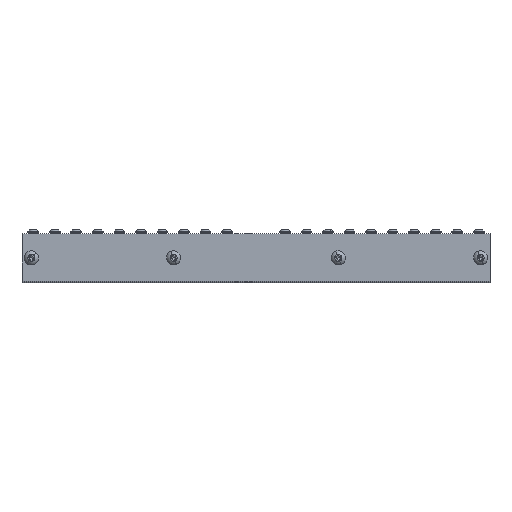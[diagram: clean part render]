
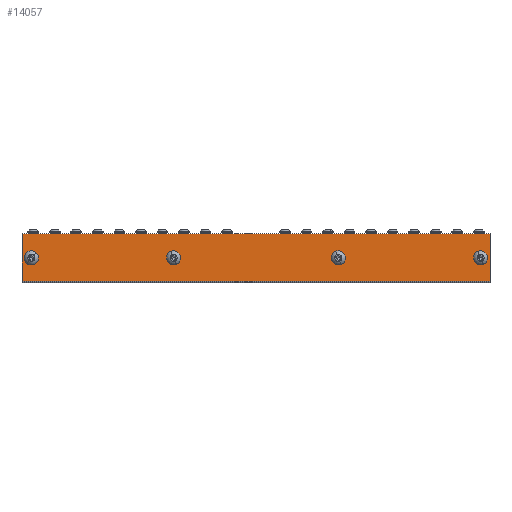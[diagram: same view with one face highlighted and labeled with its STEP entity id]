
A CAD part, top view. The second image highlights one B-rep face of the part: STEP entity #14057.
In plain terms, the highlighted planar face has unit normal (0, 0, 1).
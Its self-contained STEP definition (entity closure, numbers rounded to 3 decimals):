
#491 = DIRECTION ( 'NONE',  ( 0., 0., -1. ) ) ;
#1369 = DIRECTION ( 'NONE',  ( -1., 0., 0. ) ) ;
#1550 = CARTESIAN_POINT ( 'NONE',  ( -120., 0., 46.05 ) ) ;
#1590 = EDGE_CURVE ( 'NONE', #6629, #36390, #6163, .T. ) ;
#1824 = CARTESIAN_POINT ( 'NONE',  ( -125., -12.5, 46.05 ) ) ;
#1972 = CARTESIAN_POINT ( 'NONE',  ( 120., 0., 46.05 ) ) ;
#2093 = EDGE_CURVE ( 'NONE', #9808, #3235, #26486, .T. ) ;
#2152 = DIRECTION ( 'NONE',  ( -1., 0., 0. ) ) ;
#2169 = DIRECTION ( 'NONE',  ( 0., 0., -1. ) ) ;
#2171 = ORIENTED_EDGE ( 'NONE', *, *, #3351, .T. ) ;
#2608 = EDGE_CURVE ( 'NONE', #3235, #9808, #25616, .T. ) ;
#2686 = VERTEX_POINT ( 'NONE', #29953 ) ;
#2709 = DIRECTION ( 'NONE',  ( 0., 0., -1. ) ) ;
#2825 = FACE_BOUND ( 'NONE', #30654, .T. ) ;
#2986 = DIRECTION ( 'NONE',  ( 1., 0., 0. ) ) ;
#3187 = FACE_BOUND ( 'NONE', #21793, .T. ) ;
#3235 = VERTEX_POINT ( 'NONE', #30312 ) ;
#3239 = ORIENTED_EDGE ( 'NONE', *, *, #7749, .T. ) ;
#3351 = EDGE_CURVE ( 'NONE', #31958, #20092, #35280, .T. ) ;
#3510 = DIRECTION ( 'NONE',  ( -1., 0., 0. ) ) ;
#4079 = CARTESIAN_POINT ( 'NONE',  ( -117.15, 0., 46.05 ) ) ;
#4685 = VERTEX_POINT ( 'NONE', #29724 ) ;
#4775 = CARTESIAN_POINT ( 'NONE',  ( -44., 0., 46.05 ) ) ;
#5267 = CARTESIAN_POINT ( 'NONE',  ( 44., 0., 46.05 ) ) ;
#5818 = ORIENTED_EDGE ( 'NONE', *, *, #27929, .T. ) ;
#6163 = LINE ( 'NONE', #25703, #19957 ) ;
#6629 = VERTEX_POINT ( 'NONE', #1824 ) ;
#7350 = DIRECTION ( 'NONE',  ( 0., 0., -1. ) ) ;
#7415 = CARTESIAN_POINT ( 'NONE',  ( -41.15, 0., 46.05 ) ) ;
#7749 = EDGE_CURVE ( 'NONE', #32290, #4685, #27243, .T. ) ;
#8867 = VECTOR ( 'NONE', #28010, 1000. ) ;
#9028 = DIRECTION ( 'NONE',  ( -1., 0., 0. ) ) ;
#9049 = CIRCLE ( 'NONE', #29903, 2.85 ) ;
#9808 = VERTEX_POINT ( 'NONE', #7415 ) ;
#10641 = EDGE_LOOP ( 'NONE', ( #12412, #10642, #19274, #35894 ) ) ;
#10642 = ORIENTED_EDGE ( 'NONE', *, *, #1590, .T. ) ;
#10696 = CARTESIAN_POINT ( 'NONE',  ( -125., 13., 46.05 ) ) ;
#11144 = AXIS2_PLACEMENT_3D ( 'NONE', #34934, #23735, #14593 ) ;
#11380 = DIRECTION ( 'NONE',  ( -1., 0., 0. ) ) ;
#11929 = DIRECTION ( 'NONE',  ( 0., 0., -1. ) ) ;
#12412 = ORIENTED_EDGE ( 'NONE', *, *, #20698, .T. ) ;
#12878 = ORIENTED_EDGE ( 'NONE', *, *, #2093, .T. ) ;
#13040 = CIRCLE ( 'NONE', #21986, 2.85 ) ;
#14057 = ADVANCED_FACE ( 'NONE', ( #3187, #2825, #19733, #23308, #14539 ), #22746, .F. ) ;
#14434 = CARTESIAN_POINT ( 'NONE',  ( -125., 13., 46.05 ) ) ;
#14539 = FACE_OUTER_BOUND ( 'NONE', #10641, .T. ) ;
#14593 = DIRECTION ( 'NONE',  ( -1., 0., 0. ) ) ;
#14816 = EDGE_LOOP ( 'NONE', ( #3239, #5818 ) ) ;
#14874 = AXIS2_PLACEMENT_3D ( 'NONE', #25715, #11929, #11380 ) ;
#14902 = ORIENTED_EDGE ( 'NONE', *, *, #25028, .T. ) ;
#14998 = AXIS2_PLACEMENT_3D ( 'NONE', #1550, #7350, #1369 ) ;
#15194 = LINE ( 'NONE', #23970, #20406 ) ;
#15562 = CIRCLE ( 'NONE', #14998, 2.85 ) ;
#16219 = CARTESIAN_POINT ( 'NONE',  ( 41.15, 0., 46.05 ) ) ;
#16780 = CARTESIAN_POINT ( 'NONE',  ( 125., 13., 46.05 ) ) ;
#17123 = CARTESIAN_POINT ( 'NONE',  ( 125., -12.5, 46.05 ) ) ;
#17234 = DIRECTION ( 'NONE',  ( 0., -1., 0. ) ) ;
#17468 = VECTOR ( 'NONE', #17234, 1000. ) ;
#18908 = EDGE_CURVE ( 'NONE', #2686, #27928, #25753, .T. ) ;
#18918 = DIRECTION ( 'NONE',  ( -1., 0., 0. ) ) ;
#19055 = VERTEX_POINT ( 'NONE', #10696 ) ;
#19274 = ORIENTED_EDGE ( 'NONE', *, *, #24181, .F. ) ;
#19414 = DIRECTION ( 'NONE',  ( 0., 0., -1. ) ) ;
#19603 = ORIENTED_EDGE ( 'NONE', *, *, #18908, .T. ) ;
#19685 = DIRECTION ( 'NONE',  ( 0., 0., -1. ) ) ;
#19733 = FACE_BOUND ( 'NONE', #36671, .T. ) ;
#19957 = VECTOR ( 'NONE', #2986, 1000. ) ;
#20092 = VERTEX_POINT ( 'NONE', #16219 ) ;
#20406 = VECTOR ( 'NONE', #32894, 1000. ) ;
#20698 = EDGE_CURVE ( 'NONE', #19055, #6629, #25812, .T. ) ;
#21793 = EDGE_LOOP ( 'NONE', ( #35456, #19603 ) ) ;
#21986 = AXIS2_PLACEMENT_3D ( 'NONE', #25269, #491, #9028 ) ;
#22614 = CARTESIAN_POINT ( 'NONE',  ( 125., 13., 46.05 ) ) ;
#22746 = PLANE ( 'NONE',  #14874 ) ;
#22824 = CARTESIAN_POINT ( 'NONE',  ( 46.85, 0., 46.05 ) ) ;
#23193 = ORIENTED_EDGE ( 'NONE', *, *, #2608, .T. ) ;
#23308 = FACE_BOUND ( 'NONE', #14816, .T. ) ;
#23735 = DIRECTION ( 'NONE',  ( 0., 0., -1. ) ) ;
#23814 = CARTESIAN_POINT ( 'NONE',  ( 44., 0., 46.05 ) ) ;
#23970 = CARTESIAN_POINT ( 'NONE',  ( 125., 13., 46.05 ) ) ;
#24015 = EDGE_CURVE ( 'NONE', #27928, #2686, #13040, .T. ) ;
#24181 = EDGE_CURVE ( 'NONE', #31923, #36390, #25541, .T. ) ;
#24294 = CARTESIAN_POINT ( 'NONE',  ( 122.85, 0., 46.05 ) ) ;
#25028 = EDGE_CURVE ( 'NONE', #20092, #31958, #9049, .T. ) ;
#25269 = CARTESIAN_POINT ( 'NONE',  ( 120., 0., 46.05 ) ) ;
#25541 = LINE ( 'NONE', #16780, #8867 ) ;
#25616 = CIRCLE ( 'NONE', #32745, 2.85 ) ;
#25703 = CARTESIAN_POINT ( 'NONE',  ( 125., -12.5, 46.05 ) ) ;
#25715 = CARTESIAN_POINT ( 'NONE',  ( 125., 13., 46.05 ) ) ;
#25753 = CIRCLE ( 'NONE', #32917, 2.85 ) ;
#25812 = LINE ( 'NONE', #14434, #17468 ) ;
#26486 = CIRCLE ( 'NONE', #27690, 2.85 ) ;
#27243 = CIRCLE ( 'NONE', #11144, 2.85 ) ;
#27690 = AXIS2_PLACEMENT_3D ( 'NONE', #4775, #2169, #18918 ) ;
#27928 = VERTEX_POINT ( 'NONE', #24294 ) ;
#27929 = EDGE_CURVE ( 'NONE', #4685, #32290, #15562, .T. ) ;
#28010 = DIRECTION ( 'NONE',  ( 0., -1., 0. ) ) ;
#29724 = CARTESIAN_POINT ( 'NONE',  ( -122.85, 0., 46.05 ) ) ;
#29903 = AXIS2_PLACEMENT_3D ( 'NONE', #23814, #32188, #35175 ) ;
#29953 = CARTESIAN_POINT ( 'NONE',  ( 117.15, 0., 46.05 ) ) ;
#30312 = CARTESIAN_POINT ( 'NONE',  ( -46.85, 0., 46.05 ) ) ;
#30654 = EDGE_LOOP ( 'NONE', ( #2171, #14902 ) ) ;
#31923 = VERTEX_POINT ( 'NONE', #22614 ) ;
#31958 = VERTEX_POINT ( 'NONE', #22824 ) ;
#32188 = DIRECTION ( 'NONE',  ( 0., 0., -1. ) ) ;
#32290 = VERTEX_POINT ( 'NONE', #4079 ) ;
#32745 = AXIS2_PLACEMENT_3D ( 'NONE', #33890, #19685, #3510 ) ;
#32894 = DIRECTION ( 'NONE',  ( -1., 0., 0. ) ) ;
#32910 = EDGE_CURVE ( 'NONE', #31923, #19055, #15194, .T. ) ;
#32917 = AXIS2_PLACEMENT_3D ( 'NONE', #1972, #2709, #2152 ) ;
#33890 = CARTESIAN_POINT ( 'NONE',  ( -44., 0., 46.05 ) ) ;
#34934 = CARTESIAN_POINT ( 'NONE',  ( -120., 0., 46.05 ) ) ;
#35175 = DIRECTION ( 'NONE',  ( -1., 0., 0. ) ) ;
#35280 = CIRCLE ( 'NONE', #35862, 2.85 ) ;
#35456 = ORIENTED_EDGE ( 'NONE', *, *, #24015, .T. ) ;
#35862 = AXIS2_PLACEMENT_3D ( 'NONE', #5267, #19414, #36373 ) ;
#35894 = ORIENTED_EDGE ( 'NONE', *, *, #32910, .T. ) ;
#36373 = DIRECTION ( 'NONE',  ( -1., 0., 0. ) ) ;
#36390 = VERTEX_POINT ( 'NONE', #17123 ) ;
#36671 = EDGE_LOOP ( 'NONE', ( #12878, #23193 ) ) ;
